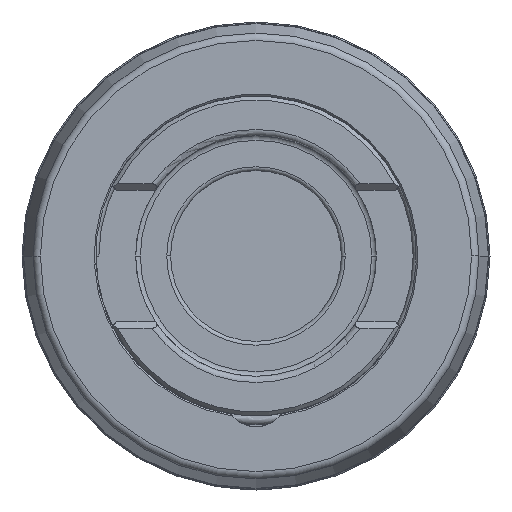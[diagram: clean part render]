
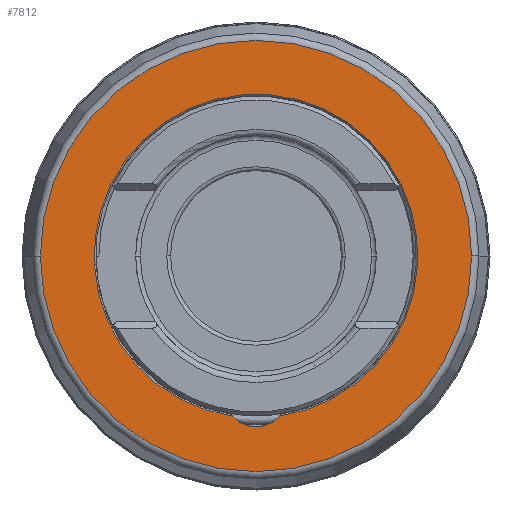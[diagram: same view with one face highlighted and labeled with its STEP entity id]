
A CAD part, front view. The second image highlights one B-rep face of the part: STEP entity #7812.
In plain terms, the highlighted planar face has unit normal (0, -1, 0).
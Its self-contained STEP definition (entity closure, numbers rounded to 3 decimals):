
#6821=CARTESIAN_POINT('',(0.,-13.5,0.));
#6822=DIRECTION('',(0.,1.,0.));
#6823=DIRECTION('',(1.,0.,0.));
#6824=AXIS2_PLACEMENT_3D('',#6821,#6822,#6823);
#6836=CARTESIAN_POINT('',(0.,-13.5,0.));
#6837=DIRECTION('',(0.,1.,0.));
#6838=DIRECTION('',(-1.,0.,0.));
#6839=AXIS2_PLACEMENT_3D('',#6836,#6837,#6838);
#6846=CARTESIAN_POINT('',(0.,-13.5,-18.));
#6847=DIRECTION('',(0.,-1.,0.));
#6848=DIRECTION('',(-0.753,0.,-0.658));
#6849=AXIS2_PLACEMENT_3D('',#6846,#6847,#6848);
#6851=CARTESIAN_POINT('',(0.,-13.5,0.));
#6852=DIRECTION('',(0.,1.,0.));
#6853=DIRECTION('',(-0.144,0.,-0.99));
#6854=AXIS2_PLACEMENT_3D('',#6851,#6852,#6853);
#7283=CARTESIAN_POINT('',(-27.779,-13.5,0.));
#7284=CARTESIAN_POINT('',(27.779,-13.5,0.));
#7285=VERTEX_POINT('',#7283);
#7286=VERTEX_POINT('',#7284);
#7341=CARTESIAN_POINT('',(-3.013,-13.5,-20.631));
#7342=CARTESIAN_POINT('',(3.013,-13.5,-20.631));
#7343=VERTEX_POINT('',#7341);
#7344=VERTEX_POINT('',#7342);
#7797=CARTESIAN_POINT('',(0.,-13.5,0.));
#7798=DIRECTION('',(0.,-1.,0.));
#7799=DIRECTION('',(-1.,0.,0.));
#7800=AXIS2_PLACEMENT_3D('',#7797,#7798,#7799);
#7801=PLANE('',#7800);
#7802=ORIENTED_EDGE('',*,*,#7791,.T.);
#7803=ORIENTED_EDGE('',*,*,#7777,.T.);
#7804=EDGE_LOOP('',(#7802,#7803));
#7805=FACE_OUTER_BOUND('',#7804,.F.);
#7807=ORIENTED_EDGE('',*,*,#7806,.T.);
#7809=ORIENTED_EDGE('',*,*,#7808,.F.);
#7810=EDGE_LOOP('',(#7807,#7809));
#7811=FACE_BOUND('',#7810,.F.);
#7812=ADVANCED_FACE('',(#7805,#7811),#7801,.T.);
#6825=CIRCLE('',#6824,27.779);
#6840=CIRCLE('',#6839,27.779);
#6850=CIRCLE('',#6849,4.);
#6855=CIRCLE('',#6854,20.85);
#7777=EDGE_CURVE('',#7286,#7285,#6825,.T.);
#7791=EDGE_CURVE('',#7285,#7286,#6840,.T.);
#7806=EDGE_CURVE('',#7343,#7344,#6850,.T.);
#7808=EDGE_CURVE('',#7343,#7344,#6855,.T.);
